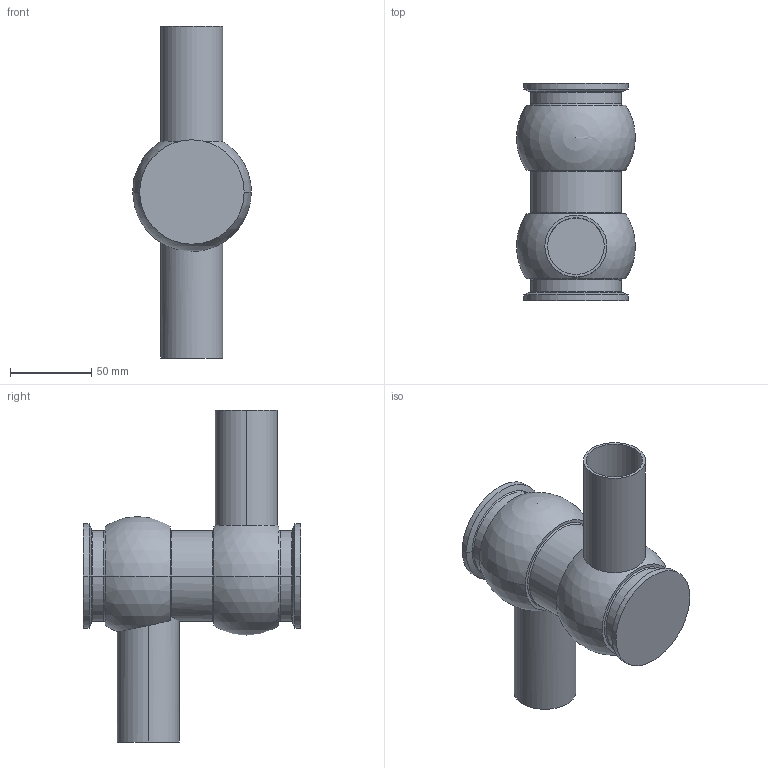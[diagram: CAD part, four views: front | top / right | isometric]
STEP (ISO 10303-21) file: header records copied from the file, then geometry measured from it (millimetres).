
FILE_DESCRIPTION (( 'STEP AP203' ), '1' );
FILE_NAME ('114652.STEP', '2018-03-14T15:16:44', ( '' ), ( '' ), 'SwSTEP 2.0', 'SolidWorks 2014', '' );
FILE_SCHEMA (( 'CONFIG_CONTROL_DESIGN' ));
Length unit declared in the file: inch
Products named in the file (1): 114652
Bounding box: 72.88 x 133.6 x 203.96 mm (x, y, z)
Volume: 400966.4 mm3; surface area: 76352.5 mm2
Topology: 1 solids, 1 shells, 49 faces, 110 edges, 66 vertices
Faces by surface type: cylinder 18, torus 13, plane 10, sphere 4, cone 4
Entity records: 1522 total; most frequent: CARTESIAN_POINT 340, DIRECTION 270, ORIENTED_EDGE 206, AXIS2_PLACEMENT_3D 123, EDGE_CURVE 103, CIRCLE 73, VERTEX_POINT 62, EDGE_LOOP 55
